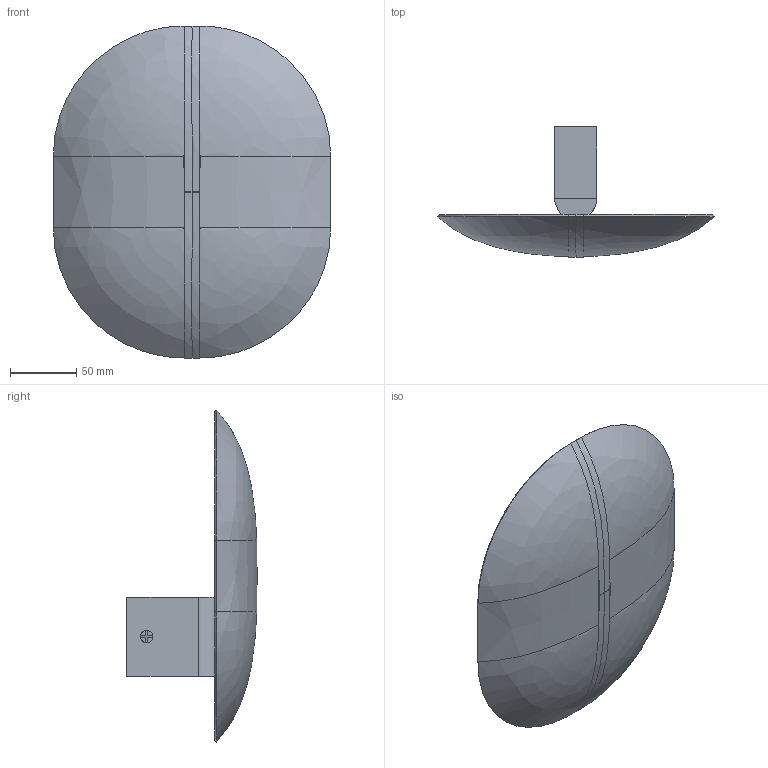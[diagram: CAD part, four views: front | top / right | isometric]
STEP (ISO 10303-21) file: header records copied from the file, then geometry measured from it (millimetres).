
FILE_DESCRIPTION(/* description */ (''),/* implementation_level */ '2;1');
FILE_NAME(/* name */ 'Clam Wall Lamp',/* time_stamp */ '2020-07-07T10:49:22+02:00',/* author */ (''),/* organization */ (''),/* preprocessor_version */ 'ST-DEVELOPER v15',/* originating_system */ '',/* authorisation */ '');
FILE_SCHEMA (('AUTOMOTIVE_DESIGN'));
Length unit declared in the file: millimetre
Products named in the file (1): Document
Bounding box: 210 x 98.58 x 251.3 mm (x, y, z)
Volume: 229604.4 mm3; surface area: 121978.3 mm2
Topology: 7 solids, 8 shells, 115 faces, 242 edges, 144 vertices
Faces by surface type: bspline 61, plane 54
Entity records: 3923 total; most frequent: CARTESIAN_POINT 2305, ORIENTED_EDGE 480, EDGE_CURVE 242, B_SPLINE_CURVE_WITH_KNOTS 175, VERTEX_POINT 144, EDGE_LOOP 119, ADVANCED_FACE 115, FACE_OUTER_BOUND 115
